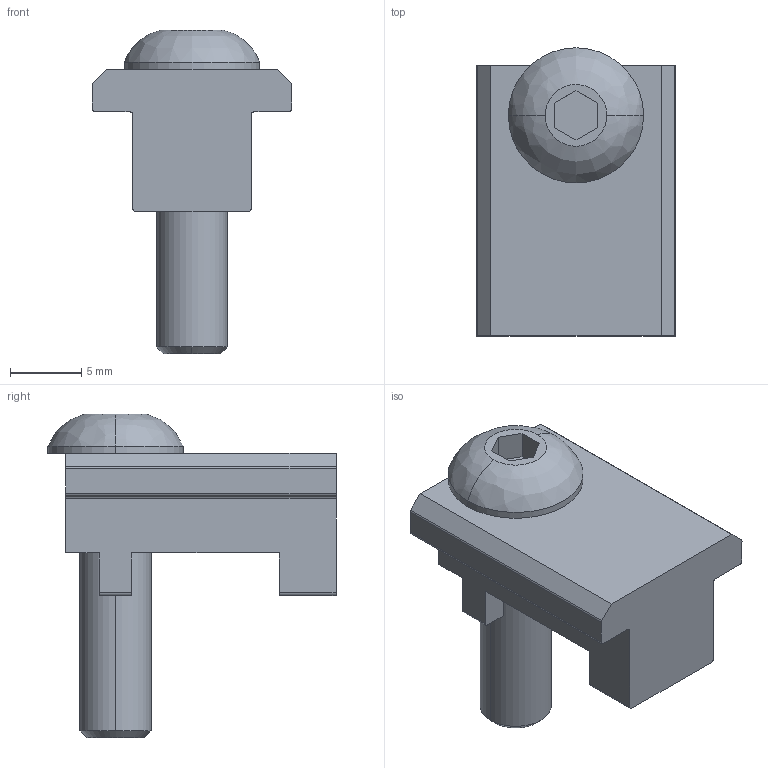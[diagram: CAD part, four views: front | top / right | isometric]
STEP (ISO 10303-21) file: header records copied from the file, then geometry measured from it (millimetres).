
FILE_DESCRIPTION (( 'STEP AP203' ), '1' );
FILE_NAME ('282400400_c_1.STEP', '2023-05-14T22:22:29', ( '' ), ( '' ), 'SwSTEP 2.0', 'SolidWorks 2014', '' );
FILE_SCHEMA (( 'CONFIG_CONTROL_DESIGN' ));
Length unit declared in the file: millimetre
Products named in the file (3): item_0040409_Klemmprofil-Verbindungssatz 8 32x18_1; 282400400_c_1; item_0040409_Klemmprofil-Verbindungssatz 8 32x18
Assembly tree (2 placements, depth 2):
  282400400_c_1
    item_0040409_Klemmprofil-Verbindungssatz 8 32x18_1
    item_0040409_Klemmprofil-Verbindungssatz 8 32x18
Bounding box: 14 x 20.25 x 22.75 mm (x, y, z)
Volume: 1899.1 mm3; surface area: 1623 mm2
Topology: 2 solids, 2 shells, 53 faces, 140 edges, 92 vertices
Faces by surface type: plane 31, cylinder 16, bspline 4, cone 2
Entity records: 2127 total; most frequent: CARTESIAN_POINT 486, DIRECTION 288, ORIENTED_EDGE 280, EDGE_CURVE 140, AXIS2_PLACEMENT_3D 98, VERTEX_POINT 92, VECTOR 92, LINE 92
